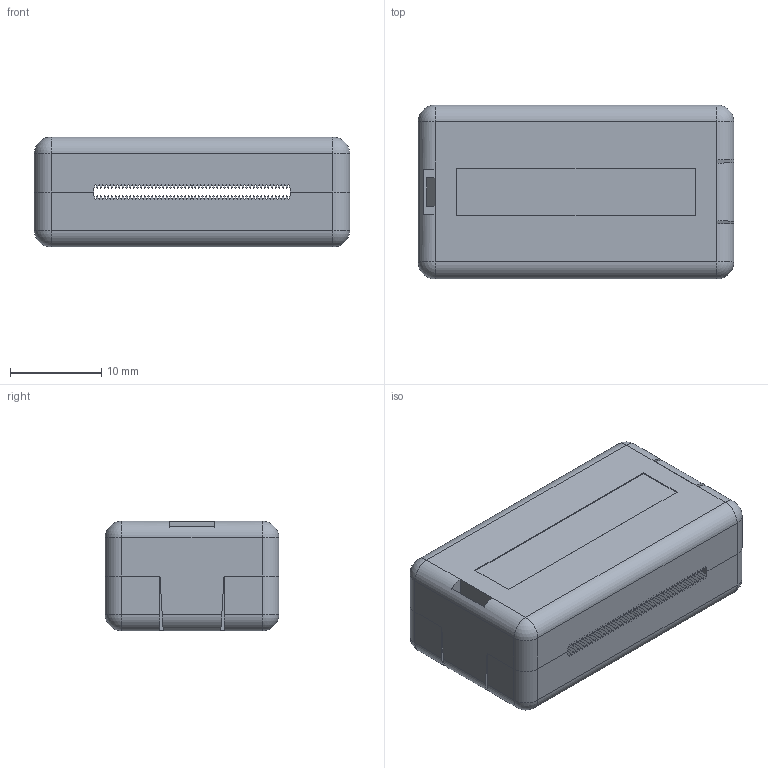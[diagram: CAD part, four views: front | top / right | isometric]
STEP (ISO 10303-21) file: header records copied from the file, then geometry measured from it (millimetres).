
FILE_DESCRIPTION( ( 'Unknown' ), '1' );
FILE_NAME( '74277002.stp', 'Unknown', ( 'Unknown' ), ( 'Unknown' ), 'XStep 1.0', 'Unknown', ' ' );
FILE_SCHEMA( ( 'automotive_design' ) );
Length unit declared in the file: millimetre
Products named in the file (2): Assem1; 1,5_74277002
Bounding box: 34.5 x 19 x 12 mm (x, y, z)
Volume: 4037.4 mm3; surface area: 7856.8 mm2
Topology: 3 solids, 3 shells, 879 faces, 2565 edges, 1680 vertices
Faces by surface type: plane 813, cylinder 54, sphere 12
Entity records: 11856 total; most frequent: CARTESIAN_POINT 1707, ORIENTED_EDGE 1702, DIRECTION 1481, EDGE_CURVE 851, LINE 813, VECTOR 813, VERTEX_POINT 560, AXIS2_PLACEMENT_3D 334
